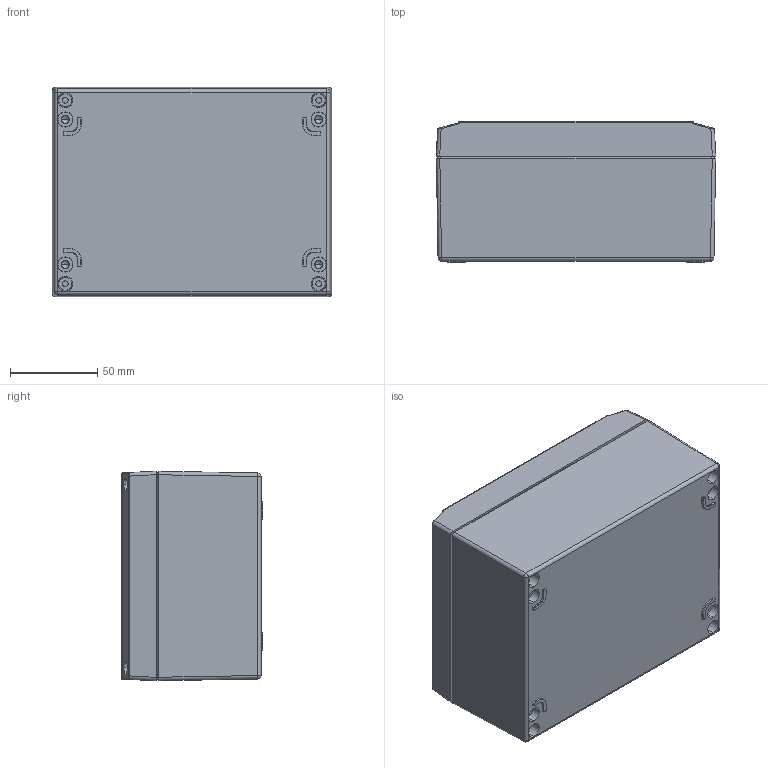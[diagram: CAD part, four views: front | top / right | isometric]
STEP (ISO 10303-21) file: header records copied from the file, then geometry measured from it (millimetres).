
FILE_DESCRIPTION (( 'STEP AP214' ), '1' );
FILE_NAME ('04121608.STEP', '2011-08-02T07:37:01', ( ' ' ), ( '' ), 'SwSTEP 2.0', 'SolidWorks 2010', '' );
FILE_SCHEMA (( 'AUTOMOTIVE_DESIGN' ));
Length unit declared in the file: millimetre
Products named in the file (5): 01176_M4 Gewinde Bearbeitung; 02176; 93132; 82003; 04121608
Assembly tree (7 placements, depth 2):
  04121608
    93132  x4
    02176
    01176_M4 Gewinde Bearbeitung
    82003
Bounding box: 160 x 81 x 120 mm (x, y, z)
Volume: 329950.2 mm3; surface area: 174113.4 mm2
Topology: 7 solids, 7 shells, 984 faces, 2304 edges, 1359 vertices
Faces by surface type: plane 252, cylinder 236, cone 222, bspline 136, torus 118, sphere 20
Entity records: 29447 total; most frequent: CARTESIAN_POINT 9322, DIRECTION 4185, ORIENTED_EDGE 4148, EDGE_CURVE 2074, AXIS2_PLACEMENT_3D 1662, VERTEX_POINT 1233, EDGE_LOOP 981, ADVANCED_FACE 903
